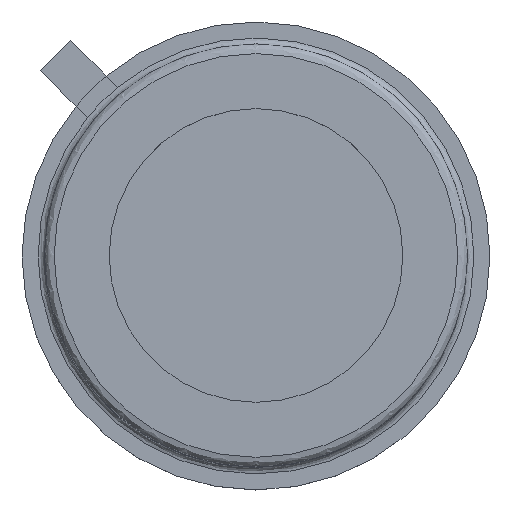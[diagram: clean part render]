
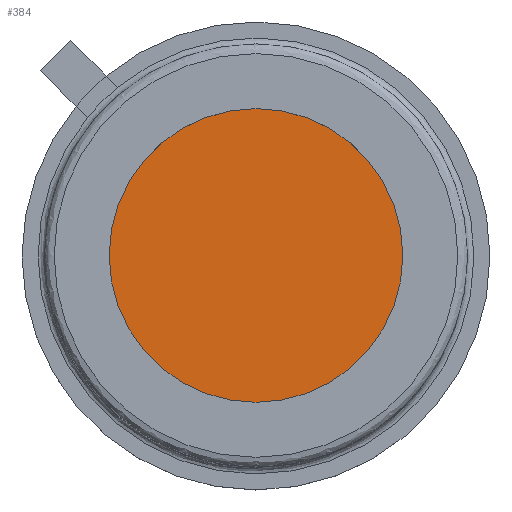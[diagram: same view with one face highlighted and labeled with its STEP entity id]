
A CAD part, top view. The second image highlights one B-rep face of the part: STEP entity #384.
In plain terms, the highlighted planar face has unit normal (0, 0, 1).
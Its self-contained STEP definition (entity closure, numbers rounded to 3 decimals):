
#62=DIRECTION('',(0.,0.,1.));
#368=VERTEX_POINT('',#369);
#369=CARTESIAN_POINT('',(-0.41,0.,11.));
#375=ORIENTED_EDGE('',*,*,#376,.F.);
#376=EDGE_CURVE('',#368,#368,#377,.T.);
#377=CIRCLE('',#378,2.95);
#378=AXIS2_PLACEMENT_3D('',#379,#62,#380);
#379=CARTESIAN_POINT('',(2.54,0.,11.));
#380=DIRECTION('',(-1.,0.,0.));
#384=ADVANCED_FACE('',(#385),#387,.T.);
#385=FACE_BOUND('',#386,.F.);
#386=EDGE_LOOP('',(#375));
#387=PLANE('',#378);
